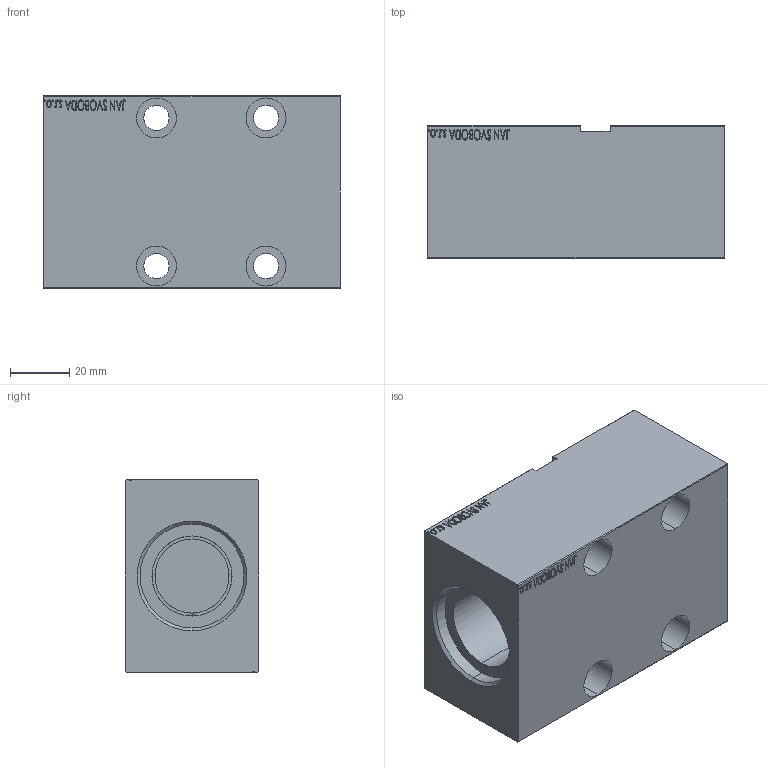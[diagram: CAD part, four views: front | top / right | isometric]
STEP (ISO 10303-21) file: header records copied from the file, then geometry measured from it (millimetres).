
FILE_DESCRIPTION (( 'STEP AP203' ), '1' );
FILE_NAME ('0fa6.STEP', '2022-01-03T14:41:02', ( '' ), ( '' ), 'SwSTEP 2.0', 'SolidWorks 2019', '' );
FILE_SCHEMA (( 'CONFIG_CONTROL_DESIGN' ));
Length unit declared in the file: millimetre
Products named in the file (1): 0fa6
Bounding box: 100 x 45 x 65 mm (x, y, z)
Volume: 222995.1 mm3; surface area: 42041.4 mm2
Topology: 1 solids, 1 shells, 811 faces, 2109 edges, 1404 vertices
Faces by surface type: plane 395, bspline 380, cylinder 34, cone 2
Entity records: 41714 total; most frequent: CARTESIAN_POINT 24269, ORIENTED_EDGE 4218, DIRECTION 2273, EDGE_CURVE 2109, VERTEX_POINT 1404, VECTOR 1277, LINE 1277, EDGE_LOOP 927
